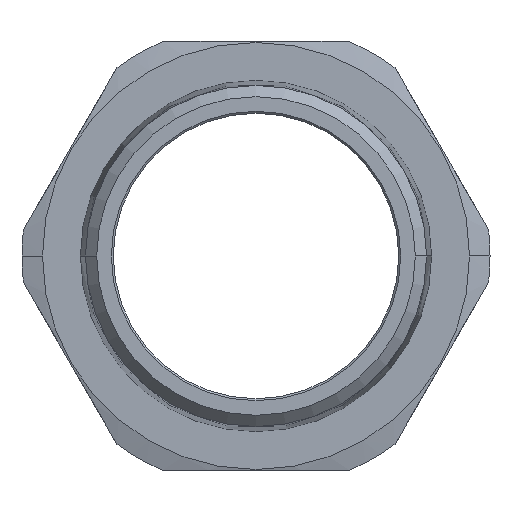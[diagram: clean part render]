
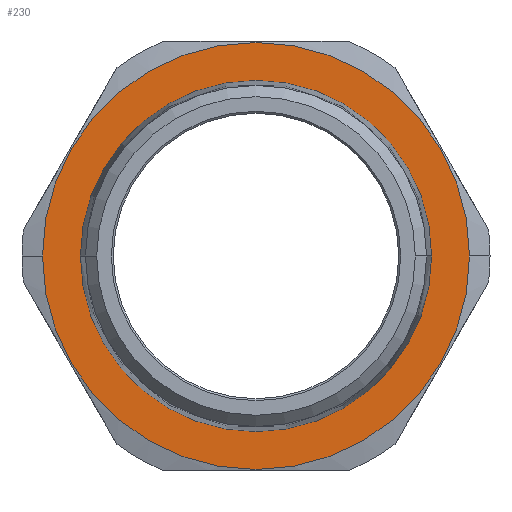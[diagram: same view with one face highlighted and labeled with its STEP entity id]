
A CAD part, left-side view. The second image highlights one B-rep face of the part: STEP entity #230.
In plain terms, the highlighted planar face has unit normal (-1, 0, 0).
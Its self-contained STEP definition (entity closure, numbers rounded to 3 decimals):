
#74 = CARTESIAN_POINT ( 'NONE',  ( 17.2, 0., 0. ) ) ;
#154 = CIRCLE ( 'NONE', #2229, 45.024 ) ;
#161 = DIRECTION ( 'NONE',  ( 0., 1., 0. ) ) ;
#226 = ORIENTED_EDGE ( 'NONE', *, *, #913, .T. ) ;
#230 = ADVANCED_FACE ( 'NONE', ( #961, #2555 ), #3278, .T. ) ;
#270 = CIRCLE ( 'NONE', #2955, 54.75 ) ;
#346 = EDGE_CURVE ( 'NONE', #3778, #1586, #989, .T. ) ;
#557 = DIRECTION ( 'NONE',  ( 1., 0., 0. ) ) ;
#913 = EDGE_CURVE ( 'NONE', #2532, #2925, #2494, .T. ) ;
#921 = DIRECTION ( 'NONE',  ( 0., -1., 0. ) ) ;
#961 = FACE_BOUND ( 'NONE', #1542, .T. ) ;
#967 = ORIENTED_EDGE ( 'NONE', *, *, #346, .F. ) ;
#989 = CIRCLE ( 'NONE', #3306, 54.75 ) ;
#1232 = CARTESIAN_POINT ( 'NONE',  ( 17.2, 45.024, 0. ) ) ;
#1319 = DIRECTION ( 'NONE',  ( -1., 0., 0. ) ) ;
#1339 = CARTESIAN_POINT ( 'NONE',  ( 17.2, 0., 0. ) ) ;
#1401 = DIRECTION ( 'NONE',  ( 0., 1., 0. ) ) ;
#1466 = ORIENTED_EDGE ( 'NONE', *, *, #2842, .F. ) ;
#1542 = EDGE_LOOP ( 'NONE', ( #226, #2620 ) ) ;
#1586 = VERTEX_POINT ( 'NONE', #2848 ) ;
#1708 = CARTESIAN_POINT ( 'NONE',  ( 17.2, 45.024, 0. ) ) ;
#1795 = DIRECTION ( 'NONE',  ( 1., 0., 0. ) ) ;
#1951 = EDGE_LOOP ( 'NONE', ( #1466, #967 ) ) ;
#1982 = CARTESIAN_POINT ( 'NONE',  ( 17.2, 0., 0. ) ) ;
#2142 = AXIS2_PLACEMENT_3D ( 'NONE', #2182, #1795, #1401 ) ;
#2182 = CARTESIAN_POINT ( 'NONE',  ( 17.2, 0., 0. ) ) ;
#2229 = AXIS2_PLACEMENT_3D ( 'NONE', #74, #3513, #3120 ) ;
#2279 = EDGE_CURVE ( 'NONE', #2925, #2532, #154, .T. ) ;
#2494 = CIRCLE ( 'NONE', #2142, 45.024 ) ;
#2532 = VERTEX_POINT ( 'NONE', #1232 ) ;
#2555 = FACE_OUTER_BOUND ( 'NONE', #1951, .T. ) ;
#2620 = ORIENTED_EDGE ( 'NONE', *, *, #2279, .T. ) ;
#2700 = CARTESIAN_POINT ( 'NONE',  ( 17.2, -45.024, 0. ) ) ;
#2842 = EDGE_CURVE ( 'NONE', #1586, #3778, #270, .T. ) ;
#2848 = CARTESIAN_POINT ( 'NONE',  ( 17.2, 54.75, 0. ) ) ;
#2907 = CARTESIAN_POINT ( 'NONE',  ( 17.2, -54.75, 0. ) ) ;
#2925 = VERTEX_POINT ( 'NONE', #2700 ) ;
#2955 = AXIS2_PLACEMENT_3D ( 'NONE', #1982, #3469, #3071 ) ;
#3071 = DIRECTION ( 'NONE',  ( 0., 1., 0. ) ) ;
#3120 = DIRECTION ( 'NONE',  ( 0., 1., 0. ) ) ;
#3138 = AXIS2_PLACEMENT_3D ( 'NONE', #1708, #1319, #921 ) ;
#3278 = PLANE ( 'NONE',  #3138 ) ;
#3306 = AXIS2_PLACEMENT_3D ( 'NONE', #1339, #557, #161 ) ;
#3469 = DIRECTION ( 'NONE',  ( 1., 0., 0. ) ) ;
#3513 = DIRECTION ( 'NONE',  ( 1., 0., 0. ) ) ;
#3778 = VERTEX_POINT ( 'NONE', #2907 ) ;
